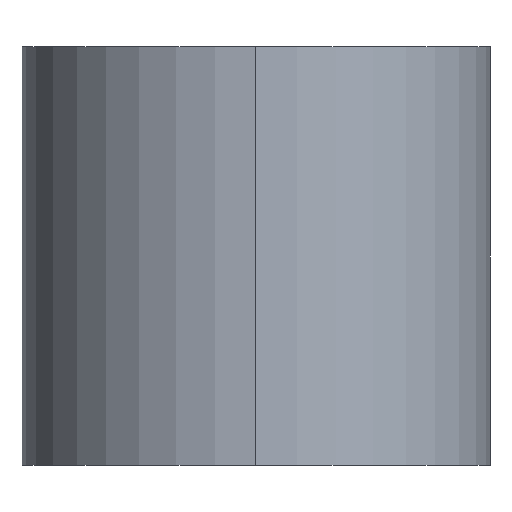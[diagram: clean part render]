
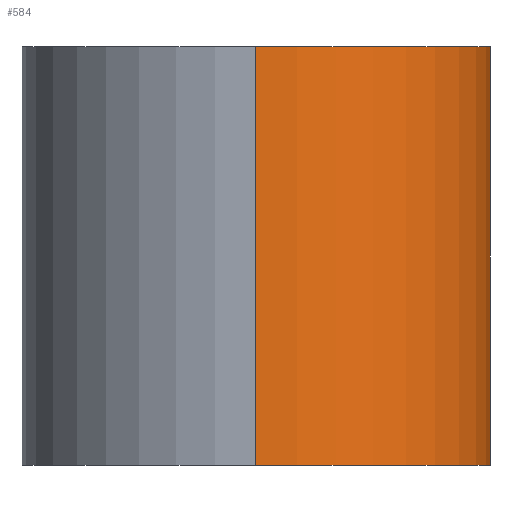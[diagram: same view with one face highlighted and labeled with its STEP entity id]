
A CAD part, left-side view. The second image highlights one B-rep face of the part: STEP entity #584.
In plain terms, the highlighted cylindrical face has radius 2.35 mm (diameter 4.7 mm), a partial arc.
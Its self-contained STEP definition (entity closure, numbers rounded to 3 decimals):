
#22 = VERTEX_POINT('',#23);
#23 = CARTESIAN_POINT('',(-3.35,-2.35,0.));
#45 = PLANE('',#46);
#46 = AXIS2_PLACEMENT_3D('',#47,#48,#49);
#47 = CARTESIAN_POINT('',(-3.35,0.,0.));
#48 = DIRECTION('',(0.,0.,1.));
#49 = DIRECTION('',(1.,0.,0.));
#73 = PLANE('',#74);
#74 = AXIS2_PLACEMENT_3D('',#75,#76,#77);
#75 = CARTESIAN_POINT('',(-5.7,-2.35,0.));
#76 = DIRECTION('',(0.,1.,0.));
#77 = DIRECTION('',(0.,0.,1.));
#342 = PLANE('',#343);
#343 = AXIS2_PLACEMENT_3D('',#344,#345,#346);
#344 = CARTESIAN_POINT('',(-3.35,0.,4.2));
#345 = DIRECTION('',(0.,0.,1.));
#346 = DIRECTION('',(1.,0.,0.));
#362 = VERTEX_POINT('',#363);
#363 = CARTESIAN_POINT('',(-5.7,0.,4.2));
#378 = CYLINDRICAL_SURFACE('',#379,2.35);
#379 = AXIS2_PLACEMENT_3D('',#380,#381,#382);
#380 = CARTESIAN_POINT('',(-3.35,0.,0.));
#381 = DIRECTION('',(0.,0.,1.));
#382 = DIRECTION('',(1.,0.,0.));
#390 = EDGE_CURVE('',#362,#391,#393,.T.);
#391 = VERTEX_POINT('',#392);
#392 = CARTESIAN_POINT('',(-3.35,-2.35,4.2));
#393 = SURFACE_CURVE('',#394,(#399,#406),.PCURVE_S1.);
#394 = CIRCLE('',#395,2.35);
#395 = AXIS2_PLACEMENT_3D('',#396,#397,#398);
#396 = CARTESIAN_POINT('',(-3.35,0.,4.2));
#397 = DIRECTION('',(0.,0.,1.));
#398 = DIRECTION('',(1.,0.,0.));
#399 = PCURVE('',#342,#400);
#400 = DEFINITIONAL_REPRESENTATION('',(#401),#405);
#401 = CIRCLE('',#402,2.35);
#402 = AXIS2_PLACEMENT_2D('',#403,#404);
#403 = CARTESIAN_POINT('',(0.,0.));
#404 = DIRECTION('',(1.,0.));
#405 = ( GEOMETRIC_REPRESENTATION_CONTEXT(2) 
PARAMETRIC_REPRESENTATION_CONTEXT() REPRESENTATION_CONTEXT('2D SPACE',''
  ) );
#406 = PCURVE('',#407,#412);
#407 = CYLINDRICAL_SURFACE('',#408,2.35);
#408 = AXIS2_PLACEMENT_3D('',#409,#410,#411);
#409 = CARTESIAN_POINT('',(-3.35,0.,0.));
#410 = DIRECTION('',(0.,0.,1.));
#411 = DIRECTION('',(1.,0.,0.));
#412 = DEFINITIONAL_REPRESENTATION('',(#413),#417);
#413 = LINE('',#414,#415);
#414 = CARTESIAN_POINT('',(0.,4.2));
#415 = VECTOR('',#416,1.);
#416 = DIRECTION('',(1.,0.));
#417 = ( GEOMETRIC_REPRESENTATION_CONTEXT(2) 
PARAMETRIC_REPRESENTATION_CONTEXT() REPRESENTATION_CONTEXT('2D SPACE',''
  ) );
#445 = EDGE_CURVE('',#22,#391,#446,.T.);
#446 = SURFACE_CURVE('',#447,(#451,#457),.PCURVE_S1.);
#447 = LINE('',#448,#449);
#448 = CARTESIAN_POINT('',(-3.35,-2.35,0.));
#449 = VECTOR('',#450,1.);
#450 = DIRECTION('',(0.,0.,1.));
#451 = PCURVE('',#73,#452);
#452 = DEFINITIONAL_REPRESENTATION('',(#453),#456);
#453 = B_SPLINE_CURVE_WITH_KNOTS('',1,(#454,#455),.UNSPECIFIED.,.F.,.F.,
  (2,2),(0.,4.2),.PIECEWISE_BEZIER_KNOTS.);
#454 = CARTESIAN_POINT('',(0.,2.35));
#455 = CARTESIAN_POINT('',(4.2,2.35));
#456 = ( GEOMETRIC_REPRESENTATION_CONTEXT(2) 
PARAMETRIC_REPRESENTATION_CONTEXT() REPRESENTATION_CONTEXT('2D SPACE',''
  ) );
#457 = PCURVE('',#407,#458);
#458 = DEFINITIONAL_REPRESENTATION('',(#459),#462);
#459 = B_SPLINE_CURVE_WITH_KNOTS('',1,(#460,#461),.UNSPECIFIED.,.F.,.F.,
  (2,2),(0.,4.2),.PIECEWISE_BEZIER_KNOTS.);
#460 = CARTESIAN_POINT('',(4.712,0.));
#461 = CARTESIAN_POINT('',(4.712,4.2));
#462 = ( GEOMETRIC_REPRESENTATION_CONTEXT(2) 
PARAMETRIC_REPRESENTATION_CONTEXT() REPRESENTATION_CONTEXT('2D SPACE',''
  ) );
#584 = ADVANCED_FACE('',(#585),#407,.T.);
#585 = FACE_BOUND('',#586,.T.);
#586 = EDGE_LOOP('',(#587,#588,#589,#610));
#587 = ORIENTED_EDGE('',*,*,#445,.T.);
#588 = ORIENTED_EDGE('',*,*,#390,.F.);
#589 = ORIENTED_EDGE('',*,*,#590,.F.);
#590 = EDGE_CURVE('',#591,#362,#593,.T.);
#591 = VERTEX_POINT('',#592);
#592 = CARTESIAN_POINT('',(-5.7,0.,0.));
#593 = SURFACE_CURVE('',#594,(#598,#604),.PCURVE_S1.);
#594 = LINE('',#595,#596);
#595 = CARTESIAN_POINT('',(-5.7,0.,0.));
#596 = VECTOR('',#597,1.);
#597 = DIRECTION('',(0.,0.,1.));
#598 = PCURVE('',#407,#599);
#599 = DEFINITIONAL_REPRESENTATION('',(#600),#603);
#600 = B_SPLINE_CURVE_WITH_KNOTS('',1,(#601,#602),.UNSPECIFIED.,.F.,.F.,
  (2,2),(0.,4.2),.PIECEWISE_BEZIER_KNOTS.);
#601 = CARTESIAN_POINT('',(3.142,0.));
#602 = CARTESIAN_POINT('',(3.142,4.2));
#603 = ( GEOMETRIC_REPRESENTATION_CONTEXT(2) 
PARAMETRIC_REPRESENTATION_CONTEXT() REPRESENTATION_CONTEXT('2D SPACE',''
  ) );
#604 = PCURVE('',#378,#605);
#605 = DEFINITIONAL_REPRESENTATION('',(#606),#609);
#606 = B_SPLINE_CURVE_WITH_KNOTS('',1,(#607,#608),.UNSPECIFIED.,.F.,.F.,
  (2,2),(0.,4.2),.PIECEWISE_BEZIER_KNOTS.);
#607 = CARTESIAN_POINT('',(3.142,0.));
#608 = CARTESIAN_POINT('',(3.142,4.2));
#609 = ( GEOMETRIC_REPRESENTATION_CONTEXT(2) 
PARAMETRIC_REPRESENTATION_CONTEXT() REPRESENTATION_CONTEXT('2D SPACE',''
  ) );
#610 = ORIENTED_EDGE('',*,*,#611,.T.);
#611 = EDGE_CURVE('',#591,#22,#612,.T.);
#612 = SURFACE_CURVE('',#613,(#618,#625),.PCURVE_S1.);
#613 = CIRCLE('',#614,2.35);
#614 = AXIS2_PLACEMENT_3D('',#615,#616,#617);
#615 = CARTESIAN_POINT('',(-3.35,0.,0.));
#616 = DIRECTION('',(0.,0.,1.));
#617 = DIRECTION('',(1.,0.,0.));
#618 = PCURVE('',#407,#619);
#619 = DEFINITIONAL_REPRESENTATION('',(#620),#624);
#620 = LINE('',#621,#622);
#621 = CARTESIAN_POINT('',(0.,0.));
#622 = VECTOR('',#623,1.);
#623 = DIRECTION('',(1.,0.));
#624 = ( GEOMETRIC_REPRESENTATION_CONTEXT(2) 
PARAMETRIC_REPRESENTATION_CONTEXT() REPRESENTATION_CONTEXT('2D SPACE',''
  ) );
#625 = PCURVE('',#45,#626);
#626 = DEFINITIONAL_REPRESENTATION('',(#627),#631);
#627 = CIRCLE('',#628,2.35);
#628 = AXIS2_PLACEMENT_2D('',#629,#630);
#629 = CARTESIAN_POINT('',(0.,0.));
#630 = DIRECTION('',(1.,0.));
#631 = ( GEOMETRIC_REPRESENTATION_CONTEXT(2) 
PARAMETRIC_REPRESENTATION_CONTEXT() REPRESENTATION_CONTEXT('2D SPACE',''
  ) );
